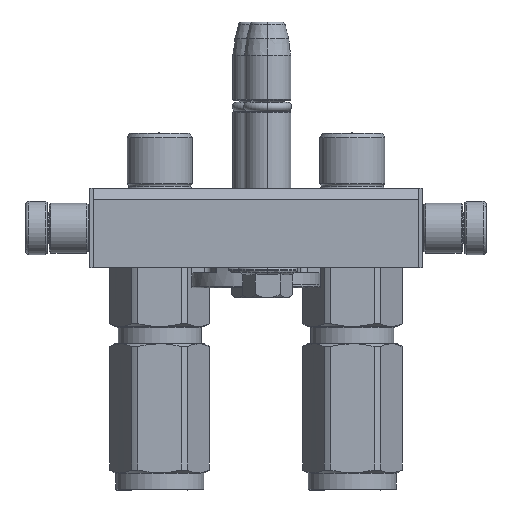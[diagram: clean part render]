
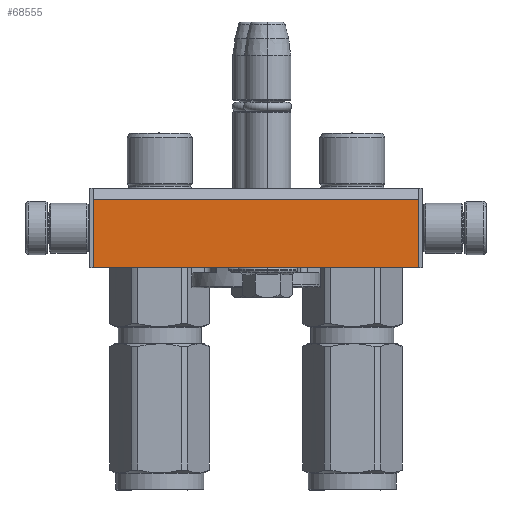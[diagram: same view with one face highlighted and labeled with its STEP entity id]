
A CAD part, left-side view. The second image highlights one B-rep face of the part: STEP entity #68555.
In plain terms, the highlighted face is planar.
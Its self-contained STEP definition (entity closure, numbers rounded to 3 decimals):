
#118 = VERTEX_POINT ( 'NONE', #12727 ) ;
#1322 = DIRECTION ( 'NONE',  ( 1., 0., 0. ) ) ;
#4631 = VECTOR ( 'NONE', #55968, 1000. ) ;
#6476 = EDGE_CURVE ( 'NONE', #62363, #118, #36113, .T. ) ;
#6772 = ORIENTED_EDGE ( 'NONE', *, *, #22923, .T. ) ;
#12369 = AXIS2_PLACEMENT_3D ( 'NONE', #27820, #16098, #57267 ) ;
#12727 = CARTESIAN_POINT ( 'NONE',  ( 78., 3.464, 24. ) ) ;
#14343 = CARTESIAN_POINT ( 'NONE',  ( -20., 3.464, 24. ) ) ;
#14521 = CARTESIAN_POINT ( 'NONE',  ( -20., 3.464, 24. ) ) ;
#16098 = DIRECTION ( 'NONE',  ( 0., 0., 1. ) ) ;
#20769 = EDGE_CURVE ( 'NONE', #62363, #36354, #34197, .T. ) ;
#22020 = DIRECTION ( 'NONE',  ( 0., 1., 0. ) ) ;
#22923 = EDGE_CURVE ( 'NONE', #118, #59931, #33815, .T. ) ;
#25695 = CARTESIAN_POINT ( 'NONE',  ( -20., 24., 24. ) ) ;
#27355 = DIRECTION ( 'NONE',  ( 0., 1., 0. ) ) ;
#27820 = CARTESIAN_POINT ( 'NONE',  ( -21., 0., 24. ) ) ;
#27976 = ORIENTED_EDGE ( 'NONE', *, *, #40255, .F. ) ;
#31410 = VECTOR ( 'NONE', #27355, 1000. ) ;
#33815 = LINE ( 'NONE', #62129, #41169 ) ;
#34197 = LINE ( 'NONE', #14343, #31410 ) ;
#34225 = CARTESIAN_POINT ( 'NONE',  ( -20., 3.464, 24. ) ) ;
#35064 = EDGE_LOOP ( 'NONE', ( #27976, #41762, #75743, #6772 ) ) ;
#36113 = LINE ( 'NONE', #14521, #4631 ) ;
#36354 = VERTEX_POINT ( 'NONE', #25695 ) ;
#38068 = FACE_OUTER_BOUND ( 'NONE', #35064, .T. ) ;
#40187 = PLANE ( 'NONE',  #12369 ) ;
#40255 = EDGE_CURVE ( 'NONE', #36354, #59931, #48482, .T. ) ;
#41169 = VECTOR ( 'NONE', #22020, 1000. ) ;
#41762 = ORIENTED_EDGE ( 'NONE', *, *, #20769, .F. ) ;
#42943 = CARTESIAN_POINT ( 'NONE',  ( -20., 24., 24. ) ) ;
#48482 = LINE ( 'NONE', #42943, #74376 ) ;
#51784 = CARTESIAN_POINT ( 'NONE',  ( 78., 24., 24. ) ) ;
#55968 = DIRECTION ( 'NONE',  ( 1., 0., 0. ) ) ;
#57267 = DIRECTION ( 'NONE',  ( 1., 0., 0. ) ) ;
#59931 = VERTEX_POINT ( 'NONE', #51784 ) ;
#62129 = CARTESIAN_POINT ( 'NONE',  ( 78., 3.464, 24. ) ) ;
#62363 = VERTEX_POINT ( 'NONE', #34225 ) ;
#68555 = ADVANCED_FACE ( 'NONE', ( #38068 ), #40187, .T. ) ;
#74376 = VECTOR ( 'NONE', #1322, 1000. ) ;
#75743 = ORIENTED_EDGE ( 'NONE', *, *, #6476, .T. ) ;
